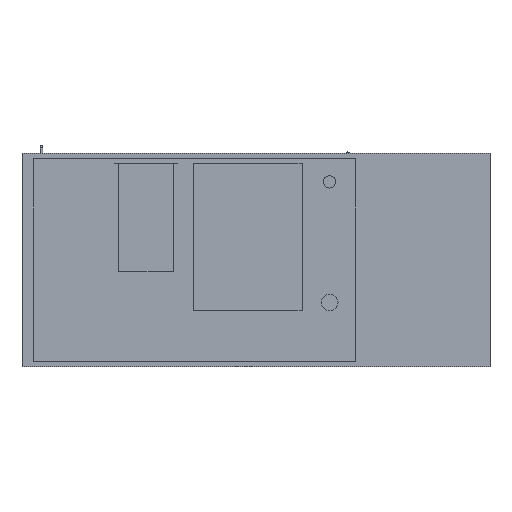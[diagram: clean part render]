
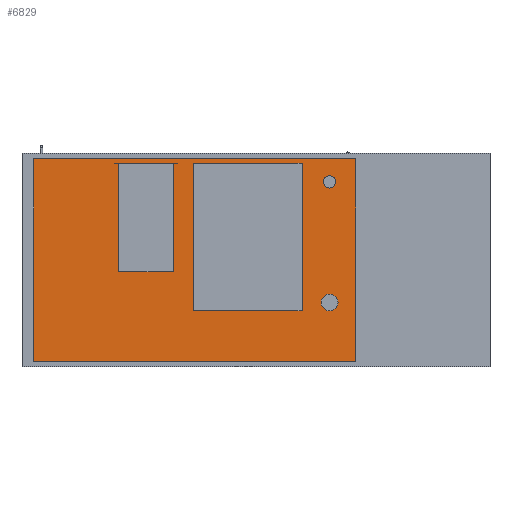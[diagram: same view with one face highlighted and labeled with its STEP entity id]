
A CAD part, front view. The second image highlights one B-rep face of the part: STEP entity #6829.
In plain terms, the highlighted planar face has unit normal (0, -1, 0).
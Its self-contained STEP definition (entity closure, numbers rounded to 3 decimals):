
#383=FACE_OUTER_BOUND('',#810,.T.);
#810=EDGE_LOOP('',(#4564,#4565,#4566,#4567));
#1253=LINE('',#9980,#2068);
#1256=LINE('',#9985,#2071);
#1259=LINE('',#9990,#2074);
#1260=LINE('',#9992,#2075);
#2068=VECTOR('',#7960,10.);
#2071=VECTOR('',#7965,10.);
#2074=VECTOR('',#7970,10.);
#2075=VECTOR('',#7973,10.);
#2875=VERTEX_POINT('',#9978);
#2876=VERTEX_POINT('',#9979);
#2877=VERTEX_POINT('',#9984);
#2878=VERTEX_POINT('',#9988);
#3541=EDGE_CURVE('',#2875,#2876,#1253,.T.);
#3544=EDGE_CURVE('',#2877,#2876,#1256,.T.);
#3547=EDGE_CURVE('',#2875,#2878,#1259,.T.);
#3548=EDGE_CURVE('',#2877,#2878,#1260,.T.);
#4564=ORIENTED_EDGE('',*,*,#3547,.T.);
#4565=ORIENTED_EDGE('',*,*,#3548,.F.);
#4566=ORIENTED_EDGE('',*,*,#3544,.T.);
#4567=ORIENTED_EDGE('',*,*,#3541,.F.);
#6488=PLANE('',#7323);
#6829=ADVANCED_FACE('',(#383),#6488,.T.);
#7323=AXIS2_PLACEMENT_3D('',#9991,#7971,#7972);
#7960=DIRECTION('',(0.,0.,1.));
#7965=DIRECTION('',(-1.,0.,0.));
#7970=DIRECTION('',(1.,0.,0.));
#7971=DIRECTION('center_axis',(0.,-1.,0.));
#7972=DIRECTION('ref_axis',(0.,0.,-1.));
#7973=DIRECTION('',(0.,0.,-1.));
#9978=CARTESIAN_POINT('',(-525.,-185.,-330.));
#9979=CARTESIAN_POINT('',(-525.,-185.,330.));
#9980=CARTESIAN_POINT('',(-525.,-185.,330.));
#9984=CARTESIAN_POINT('',(525.,-185.,330.));
#9985=CARTESIAN_POINT('',(0.,-185.,330.));
#9988=CARTESIAN_POINT('',(525.,-185.,-330.));
#9990=CARTESIAN_POINT('',(0.,-185.,-330.));
#9991=CARTESIAN_POINT('Origin',(0.,-185.,330.));
#9992=CARTESIAN_POINT('',(525.,-185.,330.));
